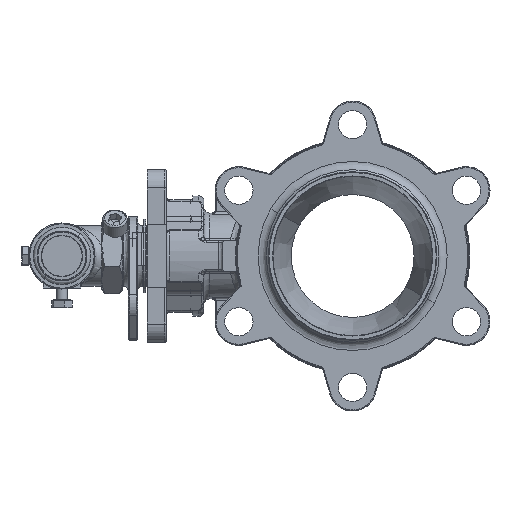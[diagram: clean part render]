
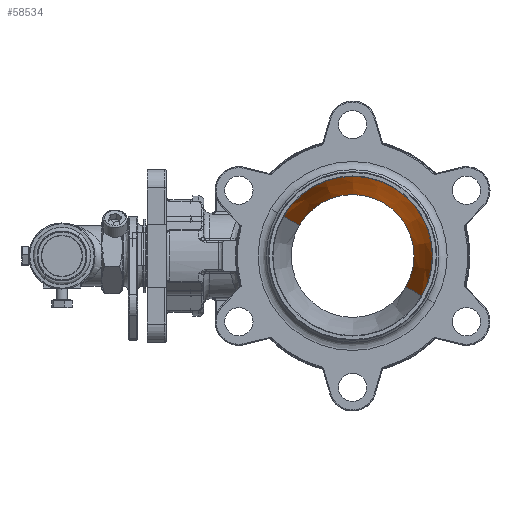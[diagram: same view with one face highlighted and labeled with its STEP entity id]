
A CAD part, left-side view. The second image highlights one B-rep face of the part: STEP entity #58534.
In plain terms, the highlighted conical face has half-angle 15.331 degrees and reference radius 32.5 mm.
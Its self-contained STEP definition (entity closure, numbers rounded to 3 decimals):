
#2728 = VERTEX_POINT ( 'NONE', #52936 ) ;
#5578 = DIRECTION ( 'NONE',  ( 0., -0.866, -0.5 ) ) ;
#15170 = CARTESIAN_POINT ( 'NONE',  ( -48.3, -19.146, -16.25 ) ) ;
#18424 = EDGE_CURVE ( 'NONE', #2728, #90637, #39963, .T. ) ;
#19740 = CARTESIAN_POINT ( 'NONE',  ( -83.5, -27.503, -21.075 ) ) ;
#20058 = DIRECTION ( 'NONE',  ( 1., 0., 0. ) ) ;
#20586 = AXIS2_PLACEMENT_3D ( 'NONE', #100481, #53045, #5578 ) ;
#23106 = FACE_OUTER_BOUND ( 'NONE', #41324, .T. ) ;
#26664 = ORIENTED_EDGE ( 'NONE', *, *, #28145, .F. ) ;
#28145 = EDGE_CURVE ( 'NONE', #90462, #95679, #74349, .T. ) ;
#28663 = CIRCLE ( 'NONE', #20586, 42.15 ) ;
#30057 = DIRECTION ( 'NONE',  ( -0.964, 0.229, 0.132 ) ) ;
#32092 = DIRECTION ( 'NONE',  ( -0.964, -0.229, -0.132 ) ) ;
#34253 = CONICAL_SURFACE ( 'NONE', #57602, 32.5, 0.268 ) ;
#36326 = CARTESIAN_POINT ( 'NONE',  ( -48.3, 9., 0. ) ) ;
#38003 = CARTESIAN_POINT ( 'NONE',  ( -48.3, 37.146, 16.25 ) ) ;
#39244 = EDGE_CURVE ( 'NONE', #95679, #90637, #28663, .T. ) ;
#39963 = LINE ( 'NONE', #15170, #100747 ) ;
#40691 = ORIENTED_EDGE ( 'NONE', *, *, #18424, .T. ) ;
#41324 = EDGE_LOOP ( 'NONE', ( #66090, #40691, #98279, #26664 ) ) ;
#52936 = CARTESIAN_POINT ( 'NONE',  ( -48.3, -19.146, -16.25 ) ) ;
#53045 = DIRECTION ( 'NONE',  ( 1., 0., 0. ) ) ;
#55767 = VECTOR ( 'NONE', #30057, 1000. ) ;
#55888 = CIRCLE ( 'NONE', #82519, 32.5 ) ;
#57602 = AXIS2_PLACEMENT_3D ( 'NONE', #36326, #77535, #69918 ) ;
#58534 = ADVANCED_FACE ( 'NONE', ( #23106 ), #34253, .F. ) ;
#58925 = CARTESIAN_POINT ( 'NONE',  ( -48.3, 37.146, 16.25 ) ) ;
#66090 = ORIENTED_EDGE ( 'NONE', *, *, #83088, .T. ) ;
#67541 = CARTESIAN_POINT ( 'NONE',  ( -48.3, 9., 0. ) ) ;
#69918 = DIRECTION ( 'NONE',  ( 0., 0.866, 0.5 ) ) ;
#70336 = CARTESIAN_POINT ( 'NONE',  ( -83.5, 45.503, 21.075 ) ) ;
#74349 = LINE ( 'NONE', #38003, #55767 ) ;
#75522 = DIRECTION ( 'NONE',  ( 0., -0.866, -0.5 ) ) ;
#77535 = DIRECTION ( 'NONE',  ( -1., 0., 0. ) ) ;
#82519 = AXIS2_PLACEMENT_3D ( 'NONE', #67541, #20058, #75522 ) ;
#83088 = EDGE_CURVE ( 'NONE', #90462, #2728, #55888, .T. ) ;
#90462 = VERTEX_POINT ( 'NONE', #58925 ) ;
#90637 = VERTEX_POINT ( 'NONE', #19740 ) ;
#95679 = VERTEX_POINT ( 'NONE', #70336 ) ;
#98279 = ORIENTED_EDGE ( 'NONE', *, *, #39244, .F. ) ;
#100481 = CARTESIAN_POINT ( 'NONE',  ( -83.5, 9., 0. ) ) ;
#100747 = VECTOR ( 'NONE', #32092, 1000. ) ;
